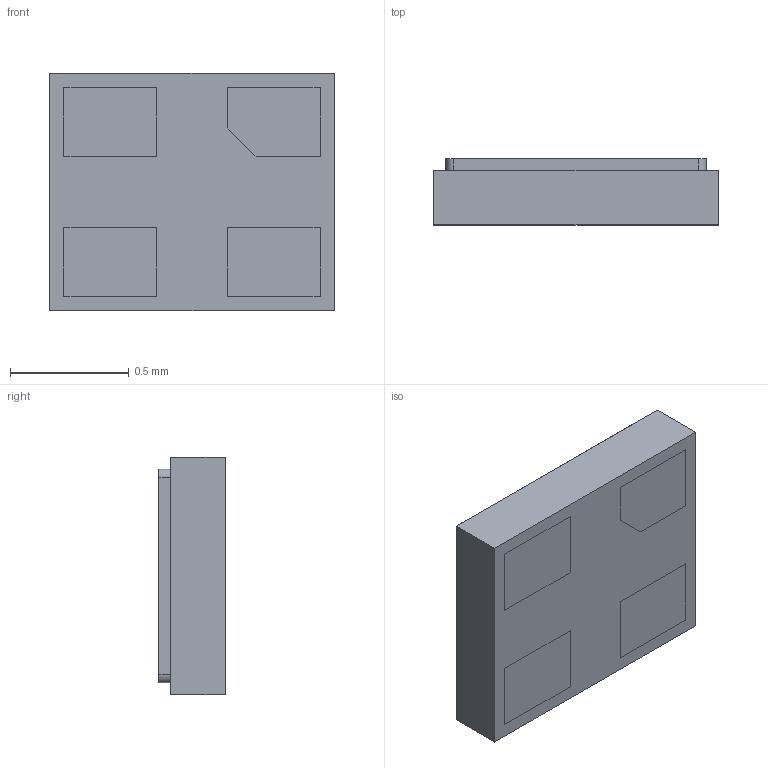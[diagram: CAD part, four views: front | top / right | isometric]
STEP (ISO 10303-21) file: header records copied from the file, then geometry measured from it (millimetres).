
FILE_DESCRIPTION (( 'STEP AP214' ), '1' );
FILE_NAME ('ABM13W.STEP', '2018-08-09T12:48:14', ( 'sathurthi' ), ( '' ), 'SwSTEP 2.0', 'SolidWorks 2017', '' );
FILE_SCHEMA (( 'AUTOMOTIVE_DESIGN' ));
Length unit declared in the file: millimetre
Products named in the file (1): ABM13W
Bounding box: 1.2 x 0.28 x 1 mm (x, y, z)
Volume: 0.3 mm3; surface area: 4.6 mm2
Topology: 5 solids, 5 shells, 148 faces, 372 edges, 248 vertices
Faces by surface type: plane 121, bspline 23, cylinder 4
Entity records: 6069 total; most frequent: CARTESIAN_POINT 2112, ORIENTED_EDGE 744, DIRECTION 586, EDGE_CURVE 372, LINE 318, VECTOR 318, VERTEX_POINT 248, EDGE_LOOP 162
